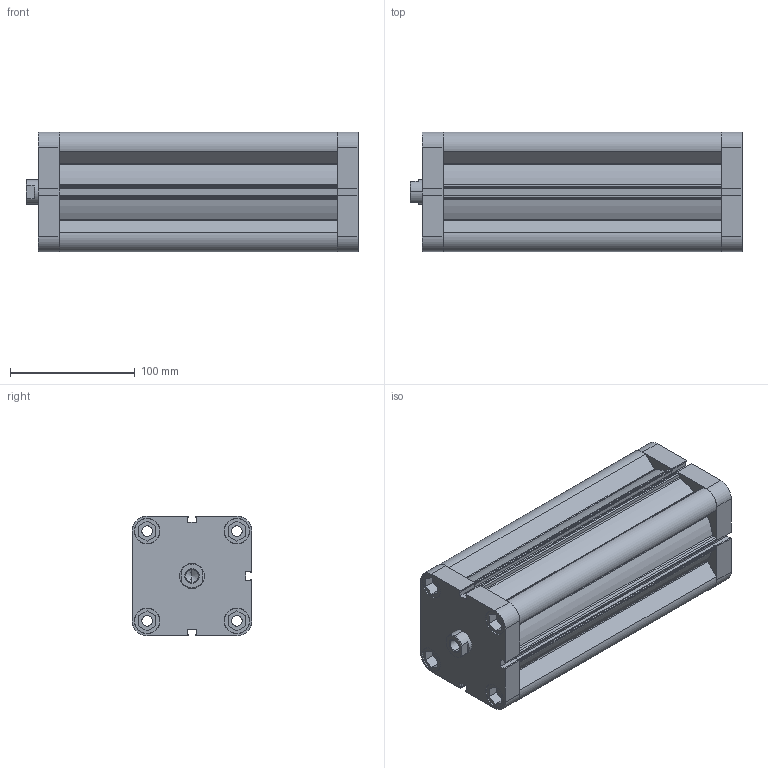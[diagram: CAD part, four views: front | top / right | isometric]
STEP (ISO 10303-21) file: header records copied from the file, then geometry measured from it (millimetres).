
FILE_DESCRIPTION (( 'STEP AP214' ), '1' );
FILE_NAME ('KC-80-200-CYLINDER.STEP', '2013-07-24T11:37:49', ( '' ), ( '' ), 'SwSTEP 2.0', 'SolidWorks 2010', '' );
FILE_SCHEMA (( 'AUTOMOTIVE_DESIGN' ));
Length unit declared in the file: millimetre
Products named in the file (5): KC 80  ARKA KAPAK; KC  80 烰 KAPAK; KC  80  M尳; KC 80  BORU_Varsayýlan; KC-80-200-CYLINDER
Assembly tree (4 placements, depth 2):
  KC-80-200-CYLINDER
    KC 80  ARKA KAPAK
    KC  80 烰 KAPAK
    KC  80  M尳
    KC 80  BORU_Varsayýlan
Bounding box: 266.5 x 96 x 96 mm (x, y, z)
Volume: 892058.5 mm3; surface area: 300301.2 mm2
Topology: 4 solids, 4 shells, 345 faces, 910 edges, 602 vertices
Faces by surface type: plane 198, cylinder 134, cone 13
Entity records: 11183 total; most frequent: DIRECTION 1887, CARTESIAN_POINT 1880, ORIENTED_EDGE 1816, EDGE_CURVE 908, AXIS2_PLACEMENT_3D 633, VECTOR 621, LINE 621, VERTEX_POINT 602
